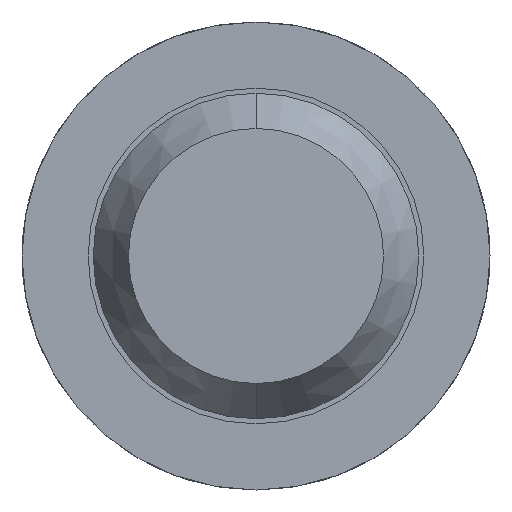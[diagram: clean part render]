
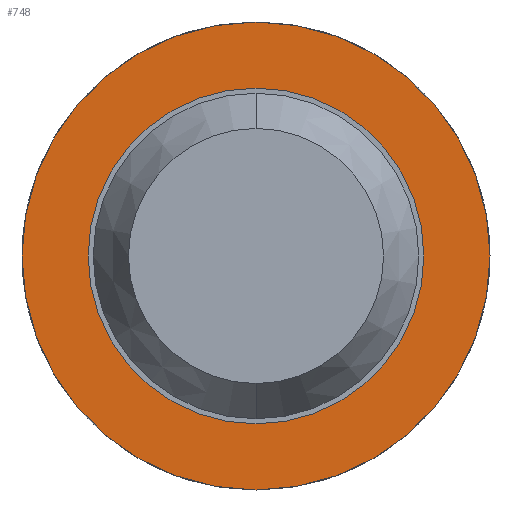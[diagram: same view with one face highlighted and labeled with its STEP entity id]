
A CAD part, front view. The second image highlights one B-rep face of the part: STEP entity #748.
In plain terms, the highlighted planar face has unit normal (0, -1, 0).
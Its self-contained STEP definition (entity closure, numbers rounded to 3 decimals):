
#236 = CARTESIAN_POINT ( 'NONE',  ( 0., -1.7, 0. ) ) ;
#277 = PLANE ( 'NONE',  #2199 ) ;
#371 = AXIS2_PLACEMENT_3D ( 'NONE', #4366, #926, #3028 ) ;
#748 = ADVANCED_FACE ( 'Defeature ausgef�hrt1_38', ( #2508, #1260 ), #277, .F. ) ;
#779 = ORIENTED_EDGE ( 'NONE', *, *, #2530, .F. ) ;
#821 = ORIENTED_EDGE ( 'NONE', *, *, #1956, .T. ) ;
#896 = DIRECTION ( 'NONE',  ( 0., 0., 1. ) ) ;
#926 = DIRECTION ( 'NONE',  ( 0., 1., 0. ) ) ;
#967 = DIRECTION ( 'NONE',  ( 0., 0., 1. ) ) ;
#1244 = DIRECTION ( 'NONE',  ( 0., 1., 0. ) ) ;
#1260 = FACE_BOUND ( 'NONE', #3056, .T. ) ;
#1268 = VERTEX_POINT ( 'NONE', #2626 ) ;
#1283 = AXIS2_PLACEMENT_3D ( 'NONE', #236, #2952, #896 ) ;
#1330 = CIRCLE ( 'NONE', #3050, 0.825 ) ;
#1393 = DIRECTION ( 'NONE',  ( 0., 0., 1. ) ) ;
#1499 = CARTESIAN_POINT ( 'NONE',  ( 0., -1.7, -1.15 ) ) ;
#1606 = CARTESIAN_POINT ( 'NONE',  ( 0., -1.7, -0.825 ) ) ;
#1956 = EDGE_CURVE ( 'Defeature ausgef�hrt1_38+Defeature ausgef�hrt1_37+Defeature ausgef�hrt1_37+Defeature ausgef�hrt1_37', #3142, #3192, #2191, .T. ) ;
#2114 = VERTEX_POINT ( 'NONE', #1499 ) ;
#2191 = CIRCLE ( 'NONE', #2552, 0.825 ) ;
#2199 = AXIS2_PLACEMENT_3D ( 'NONE', #2998, #3352, #967 ) ;
#2492 = EDGE_CURVE ( 'Defeature ausgef�hrt1_38+Defeature ausgef�hrt1_37+Defeature ausgef�hrt1_37+Defeature ausgef�hrt1_37', #3192, #3142, #1330, .T. ) ;
#2508 = FACE_OUTER_BOUND ( 'NONE', #4290, .T. ) ;
#2530 = EDGE_CURVE ( 'Defeature ausgef�hrt1_31+Defeature ausgef�hrt1_38+Defeature ausgef�hrt1_38+Defeature ausgef�hrt1_38', #2114, #1268, #2572, .T. ) ;
#2552 = AXIS2_PLACEMENT_3D ( 'NONE', #3488, #3814, #1393 ) ;
#2572 = CIRCLE ( 'NONE', #1283, 1.15 ) ;
#2626 = CARTESIAN_POINT ( 'NONE',  ( 0., -1.7, 1.15 ) ) ;
#2756 = EDGE_CURVE ( 'Defeature ausgef�hrt1_31+Defeature ausgef�hrt1_38+Defeature ausgef�hrt1_38+Defeature ausgef�hrt1_38', #1268, #2114, #4371, .T. ) ;
#2952 = DIRECTION ( 'NONE',  ( 0., 1., 0. ) ) ;
#2995 = CARTESIAN_POINT ( 'NONE',  ( 0., -1.7, 0.825 ) ) ;
#2998 = CARTESIAN_POINT ( 'NONE',  ( 0.825, -1.7, 0. ) ) ;
#3000 = DIRECTION ( 'NONE',  ( 0., 0., 1. ) ) ;
#3028 = DIRECTION ( 'NONE',  ( 0., 0., 1. ) ) ;
#3050 = AXIS2_PLACEMENT_3D ( 'NONE', #3311, #1244, #3000 ) ;
#3056 = EDGE_LOOP ( 'NONE', ( #821, #4173 ) ) ;
#3142 = VERTEX_POINT ( 'NONE', #2995 ) ;
#3192 = VERTEX_POINT ( 'NONE', #1606 ) ;
#3311 = CARTESIAN_POINT ( 'NONE',  ( 0., -1.7, 0. ) ) ;
#3352 = DIRECTION ( 'NONE',  ( 0., 1., 0. ) ) ;
#3488 = CARTESIAN_POINT ( 'NONE',  ( 0., -1.7, 0. ) ) ;
#3814 = DIRECTION ( 'NONE',  ( 0., 1., 0. ) ) ;
#3974 = ORIENTED_EDGE ( 'NONE', *, *, #2756, .F. ) ;
#4173 = ORIENTED_EDGE ( 'NONE', *, *, #2492, .T. ) ;
#4290 = EDGE_LOOP ( 'NONE', ( #3974, #779 ) ) ;
#4366 = CARTESIAN_POINT ( 'NONE',  ( 0., -1.7, 0. ) ) ;
#4371 = CIRCLE ( 'NONE', #371, 1.15 ) ;
